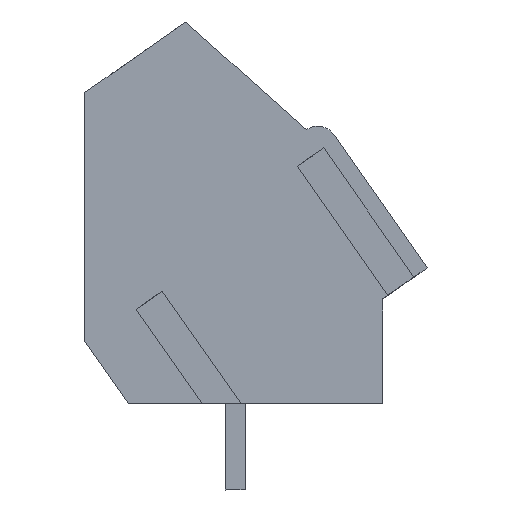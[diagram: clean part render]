
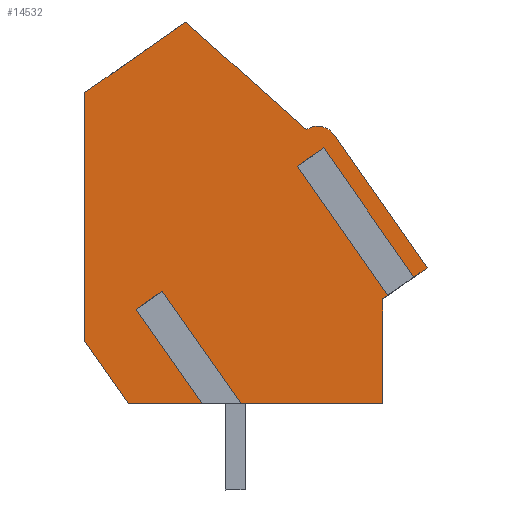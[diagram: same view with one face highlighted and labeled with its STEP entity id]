
A CAD part, left-side view. The second image highlights one B-rep face of the part: STEP entity #14532.
In plain terms, the highlighted planar face has unit normal (-1, 0, 0).
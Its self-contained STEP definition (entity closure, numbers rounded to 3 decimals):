
#14392=AXIS2_PLACEMENT_3D('Plane Axis2P3D',#14389,#14390,#14391) ;
#14454=AXIS2_PLACEMENT_3D('Circle Axis2P3D',#14452,#14453,$) ;
#14389=CARTESIAN_POINT('Axis2P3D Location',(0.55,13.9,0.)) ;
#14394=CARTESIAN_POINT('Line Origine',(0.55,4.87,3.5)) ;
#14398=CARTESIAN_POINT('Vertex',(0.55,7.94,3.5)) ;
#14400=CARTESIAN_POINT('Vertex',(0.55,1.8,3.5)) ;
#14403=CARTESIAN_POINT('Line Origine',(0.55,1.8,5.629)) ;
#14407=CARTESIAN_POINT('Vertex',(0.55,1.8,7.758)) ;
#14410=CARTESIAN_POINT('Line Origine',(0.55,1.568,7.92)) ;
#14414=CARTESIAN_POINT('Vertex',(0.55,1.336,8.083)) ;
#14417=CARTESIAN_POINT('Line Origine',(0.55,3.171,10.704)) ;
#14421=CARTESIAN_POINT('Vertex',(0.55,5.007,13.326)) ;
#14424=CARTESIAN_POINT('Line Origine',(0.55,4.736,13.515)) ;
#14428=CARTESIAN_POINT('Vertex',(0.55,4.465,13.705)) ;
#14431=CARTESIAN_POINT('Line Origine',(0.55,2.629,11.084)) ;
#14435=CARTESIAN_POINT('Vertex',(0.55,0.794,8.462)) ;
#14438=CARTESIAN_POINT('Line Origine',(0.55,0.397,8.74)) ;
#14442=CARTESIAN_POINT('Vertex',(0.55,0.,9.018)) ;
#14445=CARTESIAN_POINT('Line Origine',(0.55,1.893,11.722)) ;
#14449=CARTESIAN_POINT('Vertex',(0.55,3.786,14.425)) ;
#14452=CARTESIAN_POINT('Axis2P3D Location',(0.55,4.441,13.966)) ;
#14456=CARTESIAN_POINT('Vertex',(0.55,4.9,14.621)) ;
#14459=CARTESIAN_POINT('Line Origine',(0.55,7.352,16.811)) ;
#14463=CARTESIAN_POINT('Vertex',(0.55,9.804,19.)) ;
#14466=CARTESIAN_POINT('Line Origine',(0.55,11.852,17.566)) ;
#14470=CARTESIAN_POINT('Vertex',(0.55,13.9,16.132)) ;
#14473=CARTESIAN_POINT('Line Origine',(0.55,13.9,11.081)) ;
#14477=CARTESIAN_POINT('Vertex',(0.55,13.9,6.03)) ;
#14480=CARTESIAN_POINT('Line Origine',(0.55,13.014,4.765)) ;
#14484=CARTESIAN_POINT('Vertex',(0.55,12.128,3.5)) ;
#14487=CARTESIAN_POINT('Line Origine',(0.55,10.438,3.5)) ;
#14491=CARTESIAN_POINT('Vertex',(0.55,8.747,3.5)) ;
#14494=CARTESIAN_POINT('Line Origine',(0.55,10.154,5.508)) ;
#14498=CARTESIAN_POINT('Vertex',(0.55,11.56,7.516)) ;
#14501=CARTESIAN_POINT('Line Origine',(0.55,11.289,7.706)) ;
#14505=CARTESIAN_POINT('Vertex',(0.55,11.018,7.896)) ;
#14508=CARTESIAN_POINT('Line Origine',(0.55,9.479,5.698)) ;
#14390=DIRECTION('Axis2P3D Direction',(-1.,0.,0.)) ;
#14391=DIRECTION('Axis2P3D XDirection',(0.,-1.,0.)) ;
#14395=DIRECTION('Vector Direction',(0.,1.,0.)) ;
#14404=DIRECTION('Vector Direction',(0.,0.,-1.)) ;
#14411=DIRECTION('Vector Direction',(0.,0.819,-0.574)) ;
#14418=DIRECTION('Vector Direction',(0.,-0.574,-0.819)) ;
#14425=DIRECTION('Vector Direction',(0.,0.819,-0.574)) ;
#14432=DIRECTION('Vector Direction',(0.,-0.574,-0.819)) ;
#14439=DIRECTION('Vector Direction',(0.,0.819,-0.574)) ;
#14446=DIRECTION('Vector Direction',(0.,-0.574,-0.819)) ;
#14453=DIRECTION('Axis2P3D Direction',(-1.,0.,0.)) ;
#14460=DIRECTION('Vector Direction',(0.,-0.746,-0.666)) ;
#14467=DIRECTION('Vector Direction',(0.,-0.819,0.574)) ;
#14474=DIRECTION('Vector Direction',(0.,0.,1.)) ;
#14481=DIRECTION('Vector Direction',(0.,0.574,0.819)) ;
#14488=DIRECTION('Vector Direction',(0.,1.,0.)) ;
#14495=DIRECTION('Vector Direction',(0.,-0.574,-0.819)) ;
#14502=DIRECTION('Vector Direction',(0.,-0.819,0.574)) ;
#14509=DIRECTION('Vector Direction',(0.,-0.574,-0.819)) ;
#14396=VECTOR('Line Direction',#14395,1.) ;
#14405=VECTOR('Line Direction',#14404,1.) ;
#14412=VECTOR('Line Direction',#14411,1.) ;
#14419=VECTOR('Line Direction',#14418,1.) ;
#14426=VECTOR('Line Direction',#14425,1.) ;
#14433=VECTOR('Line Direction',#14432,1.) ;
#14440=VECTOR('Line Direction',#14439,1.) ;
#14447=VECTOR('Line Direction',#14446,1.) ;
#14461=VECTOR('Line Direction',#14460,1.) ;
#14468=VECTOR('Line Direction',#14467,1.) ;
#14475=VECTOR('Line Direction',#14474,1.) ;
#14482=VECTOR('Line Direction',#14481,1.) ;
#14489=VECTOR('Line Direction',#14488,1.) ;
#14496=VECTOR('Line Direction',#14495,1.) ;
#14503=VECTOR('Line Direction',#14502,1.) ;
#14510=VECTOR('Line Direction',#14509,1.) ;
#14514=ORIENTED_EDGE('',*,*,#14402,.T.) ;
#14515=ORIENTED_EDGE('',*,*,#14409,.T.) ;
#14516=ORIENTED_EDGE('',*,*,#14416,.T.) ;
#14517=ORIENTED_EDGE('',*,*,#14423,.F.) ;
#14518=ORIENTED_EDGE('',*,*,#14430,.F.) ;
#14519=ORIENTED_EDGE('',*,*,#14437,.T.) ;
#14520=ORIENTED_EDGE('',*,*,#14444,.T.) ;
#14521=ORIENTED_EDGE('',*,*,#14451,.T.) ;
#14522=ORIENTED_EDGE('',*,*,#14458,.T.) ;
#14523=ORIENTED_EDGE('',*,*,#14465,.T.) ;
#14524=ORIENTED_EDGE('',*,*,#14472,.T.) ;
#14525=ORIENTED_EDGE('',*,*,#14479,.T.) ;
#14526=ORIENTED_EDGE('',*,*,#14486,.T.) ;
#14527=ORIENTED_EDGE('',*,*,#14493,.T.) ;
#14528=ORIENTED_EDGE('',*,*,#14500,.F.) ;
#14529=ORIENTED_EDGE('',*,*,#14507,.F.) ;
#14530=ORIENTED_EDGE('',*,*,#14512,.T.) ;
#14532=ADVANCED_FACE('HOUSING',(#14531),#14393,.T.) ;
#14455=CIRCLE('generated circle',#14454,0.8) ;
#14402=EDGE_CURVE('',#14399,#14401,#14397,.F.) ;
#14409=EDGE_CURVE('',#14401,#14408,#14406,.F.) ;
#14416=EDGE_CURVE('',#14408,#14415,#14413,.F.) ;
#14423=EDGE_CURVE('',#14422,#14415,#14420,.T.) ;
#14430=EDGE_CURVE('',#14429,#14422,#14427,.T.) ;
#14437=EDGE_CURVE('',#14429,#14436,#14434,.T.) ;
#14444=EDGE_CURVE('',#14436,#14443,#14441,.F.) ;
#14451=EDGE_CURVE('',#14443,#14450,#14448,.F.) ;
#14458=EDGE_CURVE('',#14450,#14457,#14455,.T.) ;
#14465=EDGE_CURVE('',#14457,#14464,#14462,.F.) ;
#14472=EDGE_CURVE('',#14464,#14471,#14469,.F.) ;
#14479=EDGE_CURVE('',#14471,#14478,#14476,.F.) ;
#14486=EDGE_CURVE('',#14478,#14485,#14483,.F.) ;
#14493=EDGE_CURVE('',#14485,#14492,#14490,.F.) ;
#14500=EDGE_CURVE('',#14499,#14492,#14497,.T.) ;
#14507=EDGE_CURVE('',#14506,#14499,#14504,.F.) ;
#14512=EDGE_CURVE('',#14506,#14399,#14511,.T.) ;
#14513=EDGE_LOOP('',(#14514,#14515,#14516,#14517,#14518,#14519,#14520,#14521,#14522,#14523,#14524,#14525,#14526,#14527,#14528,#14529,#14530)) ;
#14531=FACE_OUTER_BOUND('',#14513,.T.) ;
#14397=LINE('Line',#14394,#14396) ;
#14406=LINE('Line',#14403,#14405) ;
#14413=LINE('Line',#14410,#14412) ;
#14420=LINE('Line',#14417,#14419) ;
#14427=LINE('Line',#14424,#14426) ;
#14434=LINE('Line',#14431,#14433) ;
#14441=LINE('Line',#14438,#14440) ;
#14448=LINE('Line',#14445,#14447) ;
#14462=LINE('Line',#14459,#14461) ;
#14469=LINE('Line',#14466,#14468) ;
#14476=LINE('Line',#14473,#14475) ;
#14483=LINE('Line',#14480,#14482) ;
#14490=LINE('Line',#14487,#14489) ;
#14497=LINE('Line',#14494,#14496) ;
#14504=LINE('Line',#14501,#14503) ;
#14511=LINE('Line',#14508,#14510) ;
#14393=PLANE('',#14392) ;
#14399=VERTEX_POINT('',#14398) ;
#14401=VERTEX_POINT('',#14400) ;
#14408=VERTEX_POINT('',#14407) ;
#14415=VERTEX_POINT('',#14414) ;
#14422=VERTEX_POINT('',#14421) ;
#14429=VERTEX_POINT('',#14428) ;
#14436=VERTEX_POINT('',#14435) ;
#14443=VERTEX_POINT('',#14442) ;
#14450=VERTEX_POINT('',#14449) ;
#14457=VERTEX_POINT('',#14456) ;
#14464=VERTEX_POINT('',#14463) ;
#14471=VERTEX_POINT('',#14470) ;
#14478=VERTEX_POINT('',#14477) ;
#14485=VERTEX_POINT('',#14484) ;
#14492=VERTEX_POINT('',#14491) ;
#14499=VERTEX_POINT('',#14498) ;
#14506=VERTEX_POINT('',#14505) ;
